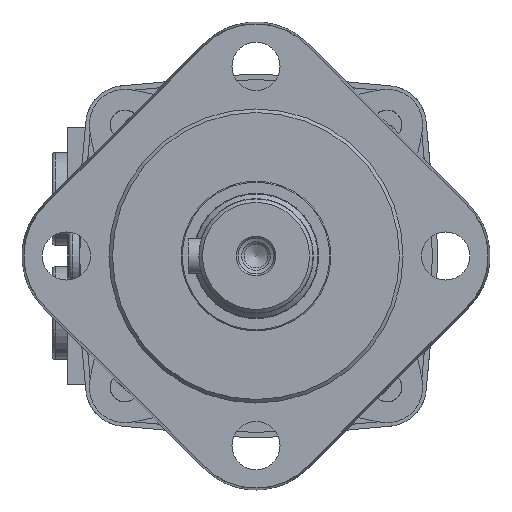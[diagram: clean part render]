
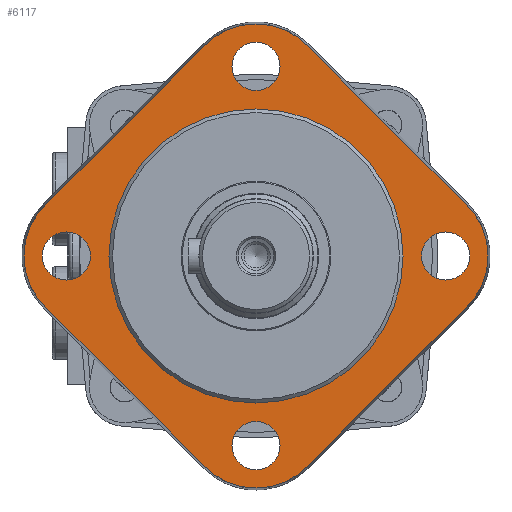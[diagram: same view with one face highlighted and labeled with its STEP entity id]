
A CAD part, left-side view. The second image highlights one B-rep face of the part: STEP entity #6117.
In plain terms, the highlighted planar face has unit normal (-1, 0, 0).
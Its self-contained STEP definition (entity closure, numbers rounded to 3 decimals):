
#329=PLANE('',#6948);
#415=FACE_BOUND('',#1136,.T.);
#416=FACE_BOUND('',#1137,.T.);
#417=FACE_BOUND('',#1138,.T.);
#418=FACE_BOUND('',#1139,.T.);
#419=FACE_BOUND('',#1140,.T.);
#737=FACE_OUTER_BOUND('',#1135,.T.);
#1135=EDGE_LOOP('',(#5350,#5351,#5352,#5353,#5354,#5355,#5356,#5357));
#1136=EDGE_LOOP('',(#5358));
#1137=EDGE_LOOP('',(#5359));
#1138=EDGE_LOOP('',(#5360));
#1139=EDGE_LOOP('',(#5361));
#1140=EDGE_LOOP('',(#5362));
#1619=LINE('',#10879,#2087);
#1620=LINE('',#10883,#2088);
#1621=LINE('',#10887,#2089);
#1622=LINE('',#10891,#2090);
#2087=VECTOR('',#8602,1000.);
#2088=VECTOR('',#8605,1000.);
#2089=VECTOR('',#8608,1000.);
#2090=VECTOR('',#8611,1000.);
#2412=CIRCLE('',#6949,20.11);
#2413=CIRCLE('',#6950,20.11);
#2414=CIRCLE('',#6951,20.11);
#2415=CIRCLE('',#6952,20.11);
#2416=CIRCLE('',#6953,6.75);
#2417=CIRCLE('',#6954,41.25);
#2418=CIRCLE('',#6955,6.75);
#2419=CIRCLE('',#6956,6.75);
#2420=CIRCLE('',#6957,6.75);
#2975=VERTEX_POINT('',#10877);
#2976=VERTEX_POINT('',#10878);
#2977=VERTEX_POINT('',#10880);
#2978=VERTEX_POINT('',#10882);
#2979=VERTEX_POINT('',#10884);
#2980=VERTEX_POINT('',#10886);
#2981=VERTEX_POINT('',#10888);
#2982=VERTEX_POINT('',#10890);
#2983=VERTEX_POINT('',#10893);
#2984=VERTEX_POINT('',#10895);
#2985=VERTEX_POINT('',#10897);
#2986=VERTEX_POINT('',#10899);
#2987=VERTEX_POINT('',#10901);
#3791=EDGE_CURVE('',#2975,#2976,#1619,.T.);
#3792=EDGE_CURVE('',#2977,#2975,#2412,.T.);
#3793=EDGE_CURVE('',#2978,#2977,#1620,.T.);
#3794=EDGE_CURVE('',#2979,#2978,#2413,.T.);
#3795=EDGE_CURVE('',#2979,#2980,#1621,.T.);
#3796=EDGE_CURVE('',#2981,#2980,#2414,.T.);
#3797=EDGE_CURVE('',#2981,#2982,#1622,.T.);
#3798=EDGE_CURVE('',#2976,#2982,#2415,.T.);
#3799=EDGE_CURVE('',#2983,#2983,#2416,.F.);
#3800=EDGE_CURVE('',#2984,#2984,#2417,.F.);
#3801=EDGE_CURVE('',#2985,#2985,#2418,.T.);
#3802=EDGE_CURVE('',#2986,#2986,#2419,.T.);
#3803=EDGE_CURVE('',#2987,#2987,#2420,.T.);
#5350=ORIENTED_EDGE('',*,*,#3791,.F.);
#5351=ORIENTED_EDGE('',*,*,#3792,.F.);
#5352=ORIENTED_EDGE('',*,*,#3793,.F.);
#5353=ORIENTED_EDGE('',*,*,#3794,.F.);
#5354=ORIENTED_EDGE('',*,*,#3795,.T.);
#5355=ORIENTED_EDGE('',*,*,#3796,.F.);
#5356=ORIENTED_EDGE('',*,*,#3797,.T.);
#5357=ORIENTED_EDGE('',*,*,#3798,.F.);
#5358=ORIENTED_EDGE('',*,*,#3799,.F.);
#5359=ORIENTED_EDGE('',*,*,#3800,.F.);
#5360=ORIENTED_EDGE('',*,*,#3801,.T.);
#5361=ORIENTED_EDGE('',*,*,#3802,.T.);
#5362=ORIENTED_EDGE('',*,*,#3803,.T.);
#6117=ADVANCED_FACE('',(#737,#415,#416,#417,#418,#419),#329,.F.);
#6948=AXIS2_PLACEMENT_3D('',#10876,#8600,#8601);
#6949=AXIS2_PLACEMENT_3D('',#10881,#8603,#8604);
#6950=AXIS2_PLACEMENT_3D('',#10885,#8606,#8607);
#6951=AXIS2_PLACEMENT_3D('',#10889,#8609,#8610);
#6952=AXIS2_PLACEMENT_3D('',#10892,#8612,#8613);
#6953=AXIS2_PLACEMENT_3D('',#10894,#8614,#8615);
#6954=AXIS2_PLACEMENT_3D('',#10896,#8616,#8617);
#6955=AXIS2_PLACEMENT_3D('',#10898,#8618,#8619);
#6956=AXIS2_PLACEMENT_3D('',#10900,#8620,#8621);
#6957=AXIS2_PLACEMENT_3D('',#10902,#8622,#8623);
#8600=DIRECTION('center_axis',(1.,0.,0.));
#8601=DIRECTION('ref_axis',(0.,0.,-1.));
#8602=DIRECTION('',(0.,0.707,0.707));
#8603=DIRECTION('center_axis',(1.,0.,0.));
#8604=DIRECTION('ref_axis',(0.,0.,-1.));
#8605=DIRECTION('',(0.,0.707,-0.707));
#8606=DIRECTION('center_axis',(1.,0.,0.));
#8607=DIRECTION('ref_axis',(0.,0.,-1.));
#8608=DIRECTION('',(0.,0.707,0.707));
#8609=DIRECTION('center_axis',(1.,0.,0.));
#8610=DIRECTION('ref_axis',(0.,0.,-1.));
#8611=DIRECTION('',(0.,0.707,-0.707));
#8612=DIRECTION('center_axis',(1.,0.,0.));
#8613=DIRECTION('ref_axis',(0.,0.,-1.));
#8614=DIRECTION('center_axis',(1.,0.,0.));
#8615=DIRECTION('ref_axis',(0.,0.,-1.));
#8616=DIRECTION('center_axis',(1.,0.,0.));
#8617=DIRECTION('ref_axis',(0.,0.,-1.));
#8618=DIRECTION('center_axis',(1.,0.,0.));
#8619=DIRECTION('ref_axis',(0.,0.,-1.));
#8620=DIRECTION('center_axis',(1.,0.,0.));
#8621=DIRECTION('ref_axis',(0.,0.,-1.));
#8622=DIRECTION('center_axis',(1.,0.,0.));
#8623=DIRECTION('ref_axis',(0.,0.,-1.));
#10876=CARTESIAN_POINT('Origin',(0.,14.22,
59.22));
#10877=CARTESIAN_POINT('',(0.,14.22,-59.22));
#10878=CARTESIAN_POINT('',(0.,59.22,-14.22));
#10879=CARTESIAN_POINT('',(0.,14.22,-59.22));
#10880=CARTESIAN_POINT('',(0.,-14.22,-59.22));
#10881=CARTESIAN_POINT('Origin',(0.,0.,-45.));
#10882=CARTESIAN_POINT('',(0.,-59.22,-14.22));
#10883=CARTESIAN_POINT('',(0.,-59.22,-14.22));
#10884=CARTESIAN_POINT('',(0.,-59.22,14.22));
#10885=CARTESIAN_POINT('Origin',(0.,-45.,0.));
#10886=CARTESIAN_POINT('',(0.,-14.22,59.22));
#10887=CARTESIAN_POINT('',(0.,-59.22,14.22));
#10888=CARTESIAN_POINT('',(0.,14.22,59.22));
#10889=CARTESIAN_POINT('Origin',(0.,0.,45.));
#10890=CARTESIAN_POINT('',(0.,59.22,14.22));
#10891=CARTESIAN_POINT('',(0.,14.22,59.22));
#10892=CARTESIAN_POINT('Origin',(0.,45.,0.));
#10893=CARTESIAN_POINT('',(0.,53.2,6.75));
#10894=CARTESIAN_POINT('Origin',(0.,53.2,0.));
#10895=CARTESIAN_POINT('',(0.,0.,41.25));
#10896=CARTESIAN_POINT('Origin',(0.,0.,0.));
#10897=CARTESIAN_POINT('',(0.,0.,
59.95));
#10898=CARTESIAN_POINT('Origin',(0.,0.,53.2));
#10899=CARTESIAN_POINT('',(0.,-53.2,6.75));
#10900=CARTESIAN_POINT('Origin',(0.,-53.2,0.));
#10901=CARTESIAN_POINT('',(0.,0.,
-46.45));
#10902=CARTESIAN_POINT('Origin',(0.,0.,-53.2));
